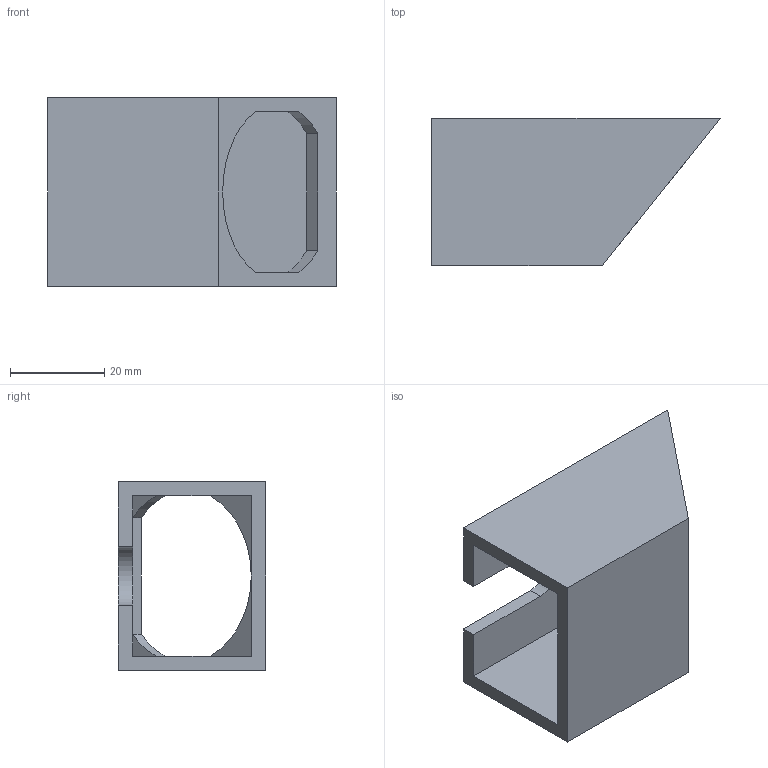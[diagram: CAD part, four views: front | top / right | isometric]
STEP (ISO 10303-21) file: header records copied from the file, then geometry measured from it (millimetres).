
FILE_DESCRIPTION (( 'STEP AP203' ), '1' );
FILE_NAME ('hotend-extruder-fan.step', '2016-02-29T21:23:18', ( '' ), ( '' ), 'SwSTEP 2.0', 'SolidWorks 2015', '' );
FILE_SCHEMA (( 'CONFIG_CONTROL_DESIGN' ));
Length unit declared in the file: millimetre
Products named in the file (1): hotend-extruder-fan
Bounding box: 61.19 x 31.2 x 40 mm (x, y, z)
Volume: 18508 mm3; surface area: 13256.6 mm2
Topology: 1 solids, 1 shells, 21 faces, 58 edges, 38 vertices
Faces by surface type: plane 16, cylinder 5
Entity records: 747 total; most frequent: CARTESIAN_POINT 118, ORIENTED_EDGE 116, DIRECTION 112, EDGE_CURVE 58, LINE 48, VECTOR 48, VERTEX_POINT 38, AXIS2_PLACEMENT_3D 32
